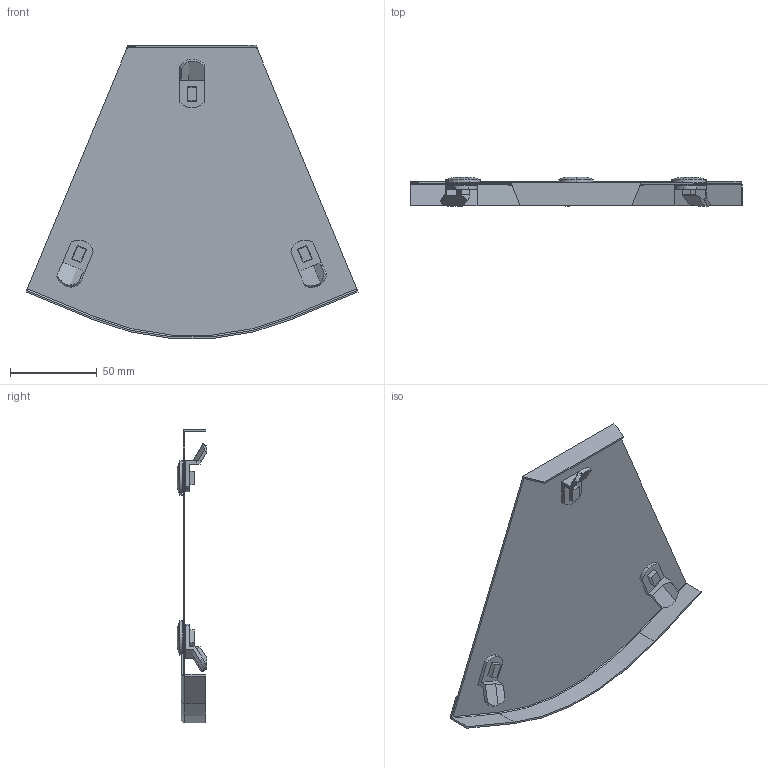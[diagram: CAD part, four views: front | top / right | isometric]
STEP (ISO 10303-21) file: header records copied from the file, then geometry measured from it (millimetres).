
FILE_DESCRIPTION (( 'STEP AP214' ), '1' );
FILE_NAME ('7128827.stp', '2019-06-14T07:41:09', ( '' ), ( '' ), 'SwSTEP 2.0', 'SolidWorks 2018', '' );
FILE_SCHEMA (( 'AUTOMOTIVE_DESIGN' ));
Length unit declared in the file: millimetre
Products named in the file (6): 7128827; KTS 08.082-005_Standard; KTS 08.038-115_R=150,5  A=41,5; KTS 08.081-003_Standard; KTS 08.080-022_Standard; KTS 08.038-111_DD FS, NB=150
Assembly tree (7 placements, depth 3):
  7128827
    KTS 08.038-111_DD FS, NB=150
    KTS 08.038-115_R=150,5  A=41,5
    KTS 08.080-022_Standard  x3
      KTS 08.082-005_Standard
      KTS 08.081-003_Standard
Bounding box: 191.87 x 16.98 x 169.34 mm (x, y, z)
Volume: 33398.1 mm3; surface area: 62250 mm2
Topology: 8 solids, 8 shells, 175 faces, 428 edges, 278 vertices
Faces by surface type: plane 100, cylinder 50, torus 14, bspline 11
Entity records: 2923 total; most frequent: CARTESIAN_POINT 654, DIRECTION 430, ORIENTED_EDGE 424, EDGE_CURVE 212, AXIS2_PLACEMENT_3D 151, VERTEX_POINT 138, VECTOR 128, LINE 128
